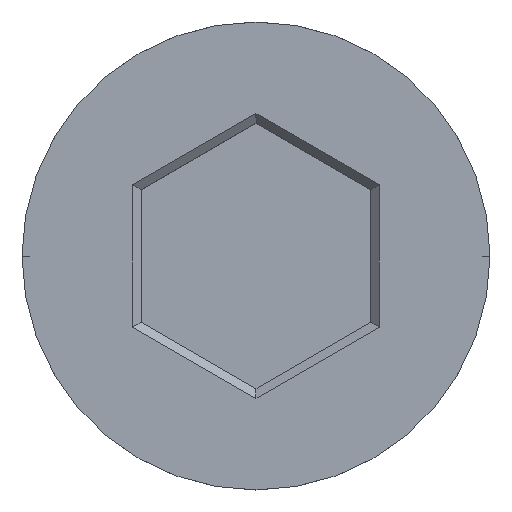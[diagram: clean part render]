
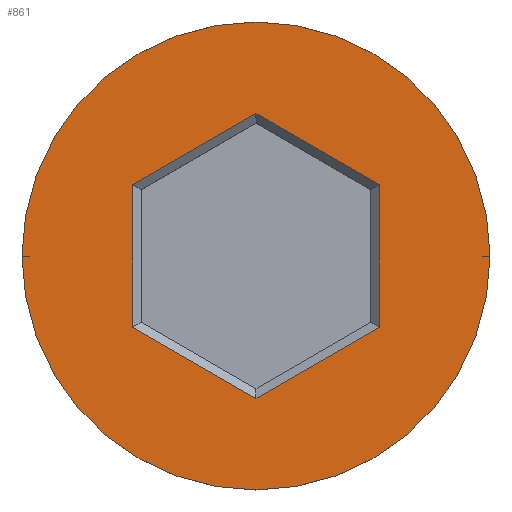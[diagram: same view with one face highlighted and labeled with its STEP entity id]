
A CAD part, top view. The second image highlights one B-rep face of the part: STEP entity #861.
In plain terms, the highlighted planar face has unit normal (0, 0, 1).
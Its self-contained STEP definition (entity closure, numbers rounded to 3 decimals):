
#44 = CARTESIAN_POINT ( 'NONE',  ( -2.8, -1.732, 0. ) ) ;
#52 = CARTESIAN_POINT ( 'NONE',  ( -0.1, 3.291, 0. ) ) ;
#63 = CARTESIAN_POINT ( 'NONE',  ( 2.9, -1.674, 0. ) ) ;
#79 = CARTESIAN_POINT ( 'NONE',  ( -2.9, -1.674, 0. ) ) ;
#80 = ORIENTED_EDGE ( 'NONE', *, *, #98, .T. ) ;
#88 = VERTEX_POINT ( 'NONE', #793 ) ;
#98 = EDGE_CURVE ( 'NONE', #88, #589, #1211, .T. ) ;
#111 = DIRECTION ( 'NONE',  ( 0., 1., 0. ) ) ;
#122 = EDGE_CURVE ( 'NONE', #335, #739, #655, .T. ) ;
#127 = AXIS2_PLACEMENT_3D ( 'NONE', #955, #420, #1069 ) ;
#128 = VECTOR ( 'NONE', #768, 1000. ) ;
#176 = DIRECTION ( 'NONE',  ( 1., 0., 0. ) ) ;
#209 = VERTEX_POINT ( 'NONE', #63 ) ;
#253 = DIRECTION ( 'NONE',  ( 0., -1., 0. ) ) ;
#282 = FACE_OUTER_BOUND ( 'NONE', #743, .T. ) ;
#283 = ORIENTED_EDGE ( 'NONE', *, *, #1432, .T. ) ;
#331 = EDGE_CURVE ( 'NONE', #1036, #670, #648, .T. ) ;
#334 = CARTESIAN_POINT ( 'NONE',  ( 0.1, -3.291, 0. ) ) ;
#335 = VERTEX_POINT ( 'NONE', #780 ) ;
#348 = LINE ( 'NONE', #796, #475 ) ;
#359 = VECTOR ( 'NONE', #843, 1000. ) ;
#383 = CIRCLE ( 'NONE', #453, 5.5 ) ;
#390 = CARTESIAN_POINT ( 'NONE',  ( 0., 0., 0. ) ) ;
#391 = LINE ( 'NONE', #52, #359 ) ;
#399 = LINE ( 'NONE', #44, #1274 ) ;
#420 = DIRECTION ( 'NONE',  ( 0., 0., 1. ) ) ;
#432 = CARTESIAN_POINT ( 'NONE',  ( -2.9, 1.674, 0. ) ) ;
#437 = EDGE_CURVE ( 'NONE', #739, #209, #348, .T. ) ;
#453 = AXIS2_PLACEMENT_3D ( 'NONE', #1282, #1297, #1178 ) ;
#475 = VECTOR ( 'NONE', #253, 1000. ) ;
#499 = AXIS2_PLACEMENT_3D ( 'NONE', #390, #724, #176 ) ;
#524 = EDGE_CURVE ( 'NONE', #1431, #1036, #399, .T. ) ;
#540 = EDGE_CURVE ( 'NONE', #589, #88, #383, .T. ) ;
#550 = CARTESIAN_POINT ( 'NONE',  ( 2.9, 1.674, 0. ) ) ;
#568 = ORIENTED_EDGE ( 'NONE', *, *, #524, .T. ) ;
#588 = EDGE_CURVE ( 'NONE', #670, #335, #391, .T. ) ;
#589 = VERTEX_POINT ( 'NONE', #626 ) ;
#609 = ORIENTED_EDGE ( 'NONE', *, *, #122, .T. ) ;
#626 = CARTESIAN_POINT ( 'NONE',  ( -5.5, 0., 0. ) ) ;
#648 = LINE ( 'NONE', #1232, #803 ) ;
#655 = LINE ( 'NONE', #1447, #128 ) ;
#670 = VERTEX_POINT ( 'NONE', #432 ) ;
#671 = CARTESIAN_POINT ( 'NONE',  ( 0., -3.349, 0. ) ) ;
#682 = ORIENTED_EDGE ( 'NONE', *, *, #331, .T. ) ;
#724 = DIRECTION ( 'NONE',  ( 0., 0., 1. ) ) ;
#739 = VERTEX_POINT ( 'NONE', #550 ) ;
#743 = EDGE_LOOP ( 'NONE', ( #80, #865 ) ) ;
#768 = DIRECTION ( 'NONE',  ( 0.866, -0.5, 0. ) ) ;
#780 = CARTESIAN_POINT ( 'NONE',  ( 0., 3.349, 0. ) ) ;
#781 = EDGE_LOOP ( 'NONE', ( #568, #682, #1379, #609, #1088, #283 ) ) ;
#793 = CARTESIAN_POINT ( 'NONE',  ( 5.5, 0., 0. ) ) ;
#796 = CARTESIAN_POINT ( 'NONE',  ( 2.9, -1.559, 0. ) ) ;
#803 = VECTOR ( 'NONE', #111, 1000. ) ;
#843 = DIRECTION ( 'NONE',  ( 0.866, 0.5, 0. ) ) ;
#849 = DIRECTION ( 'NONE',  ( -0.866, 0.5, 0. ) ) ;
#861 = ADVANCED_FACE ( 'NONE', ( #1385, #282 ), #1264, .T. ) ;
#865 = ORIENTED_EDGE ( 'NONE', *, *, #540, .T. ) ;
#955 = CARTESIAN_POINT ( 'NONE',  ( 0., 0., 0. ) ) ;
#965 = DIRECTION ( 'NONE',  ( -0.866, -0.5, 0. ) ) ;
#983 = VECTOR ( 'NONE', #965, 1000. ) ;
#1036 = VERTEX_POINT ( 'NONE', #79 ) ;
#1069 = DIRECTION ( 'NONE',  ( 1., 0., 0. ) ) ;
#1088 = ORIENTED_EDGE ( 'NONE', *, *, #437, .T. ) ;
#1178 = DIRECTION ( 'NONE',  ( 1., 0., 0. ) ) ;
#1211 = CIRCLE ( 'NONE', #127, 5.5 ) ;
#1232 = CARTESIAN_POINT ( 'NONE',  ( -2.9, 1.559, 0. ) ) ;
#1264 = PLANE ( 'NONE',  #499 ) ;
#1274 = VECTOR ( 'NONE', #849, 1000. ) ;
#1282 = CARTESIAN_POINT ( 'NONE',  ( 0., 0., 0. ) ) ;
#1297 = DIRECTION ( 'NONE',  ( 0., 0., 1. ) ) ;
#1346 = LINE ( 'NONE', #334, #983 ) ;
#1379 = ORIENTED_EDGE ( 'NONE', *, *, #588, .T. ) ;
#1385 = FACE_BOUND ( 'NONE', #781, .T. ) ;
#1431 = VERTEX_POINT ( 'NONE', #671 ) ;
#1432 = EDGE_CURVE ( 'NONE', #209, #1431, #1346, .T. ) ;
#1447 = CARTESIAN_POINT ( 'NONE',  ( 2.8, 1.732, 0. ) ) ;
